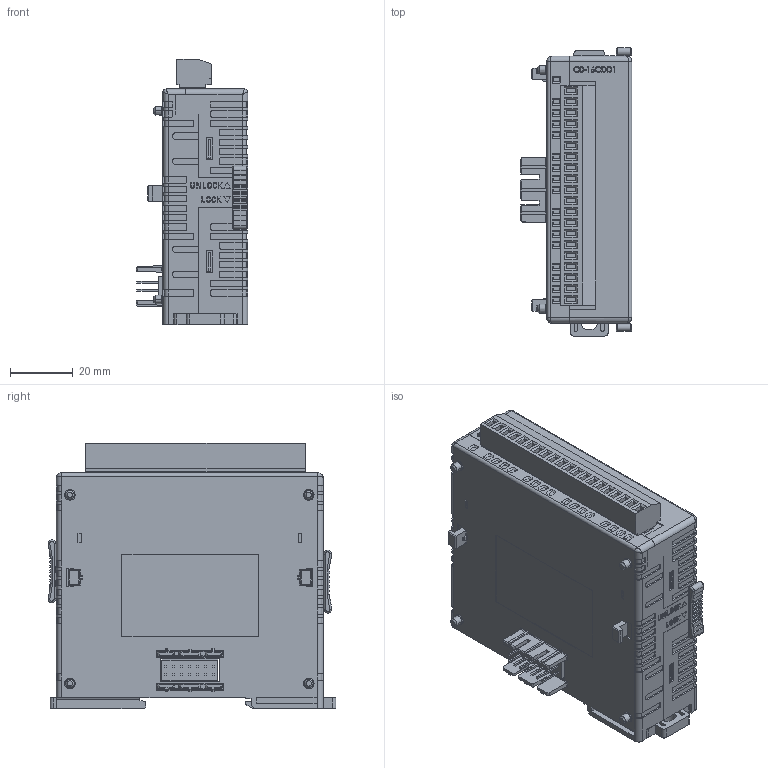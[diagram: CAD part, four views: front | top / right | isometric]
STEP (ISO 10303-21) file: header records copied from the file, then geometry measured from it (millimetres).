
FILE_DESCRIPTION (( 'STEP AP214' ), '1' );
FILE_NAME ('C0-16CDD1.STEP', '2017-11-08T20:29:17', ( '' ), ( '' ), 'SwSTEP 2.0', 'SolidWorks 2017', '' );
FILE_SCHEMA (( 'AUTOMOTIVE_DESIGN' ));
Length unit declared in the file: millimetre
Products named in the file (1): C0-16CDD1
Bounding box: 35.55 x 91.6 x 84.4 mm (x, y, z)
Volume: 165091.1 mm3; surface area: 33631.1 mm2
Topology: 1 solids, 23 shells, 4087 faces, 11201 edges, 7360 vertices
Faces by surface type: plane 2884, cylinder 1037, cone 92, bspline 54, torus 16, sphere 4
Entity records: 175814 total; most frequent: CARTESIAN_POINT 26437, ORIENTED_EDGE 22386, DIRECTION 21322, EDGE_CURVE 11193, VECTOR 8824, LINE 8824, VERTEX_POINT 7360, AXIS2_PLACEMENT_3D 6249
